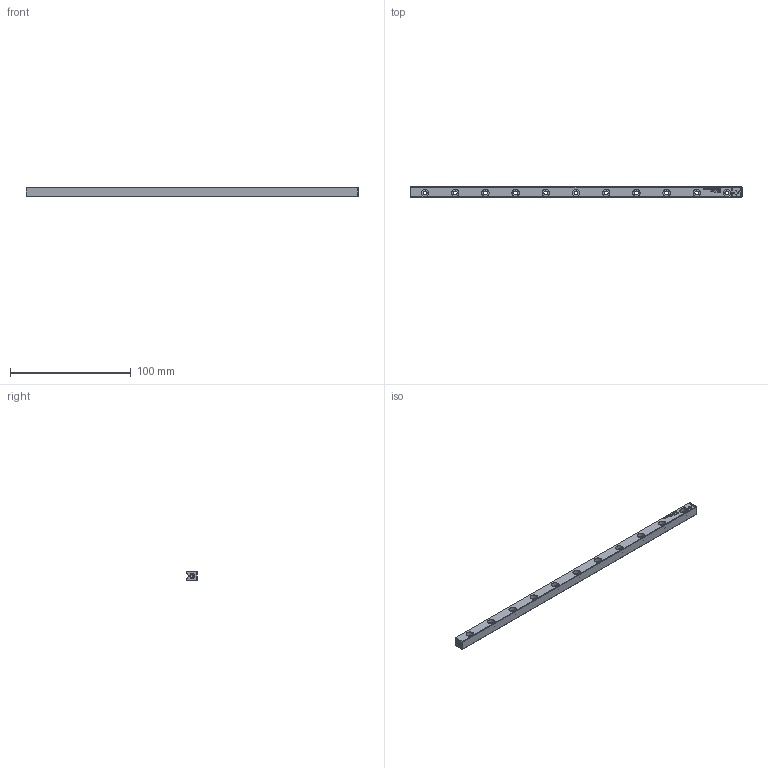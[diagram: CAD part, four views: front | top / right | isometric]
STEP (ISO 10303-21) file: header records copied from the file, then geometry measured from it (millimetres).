
FILE_DESCRIPTION(/* description */ (''),/* implementation_level */ '2;1');
FILE_NAME(/* name */ 'Rail RSDE-3275.stp',/* time_stamp */ '2024-11-11T16:21:01+01:00',/* author */ (''),/* organization */ (''),/* preprocessor_version */ 'ST-DEVELOPER v16.7',/* originating_system */ 'SIEMENS PLM Software NX 12.0',/* authorisation */ '');
FILE_SCHEMA (('AUTOMOTIVE_DESIGN { 1 0 10303 214 3 1 1 1 }'));
Length unit declared in the file: millimetre
Products named in the file (1): Rail RSDE-3275_step_stp
Bounding box: 275 x 8.6 x 8 mm (x, y, z)
Volume: 16333 mm3; surface area: 10659 mm2
Topology: 1 solids, 1 shells, 380 faces, 1022 edges, 677 vertices
Faces by surface type: plane 235, bspline 90, cone 28, cylinder 27
Full cylindrical faces by diameter (mm): 2.6 x2, 3.2 x2, 3.3 x11, 6 x11
Entity records: 13725 total; most frequent: CARTESIAN_POINT 3188, ORIENTED_EDGE 1854, DIRECTION 1407, EDGE_CURVE 927, LINE 669, VECTOR 669, VERTEX_POINT 638, EDGE_LOOP 489
